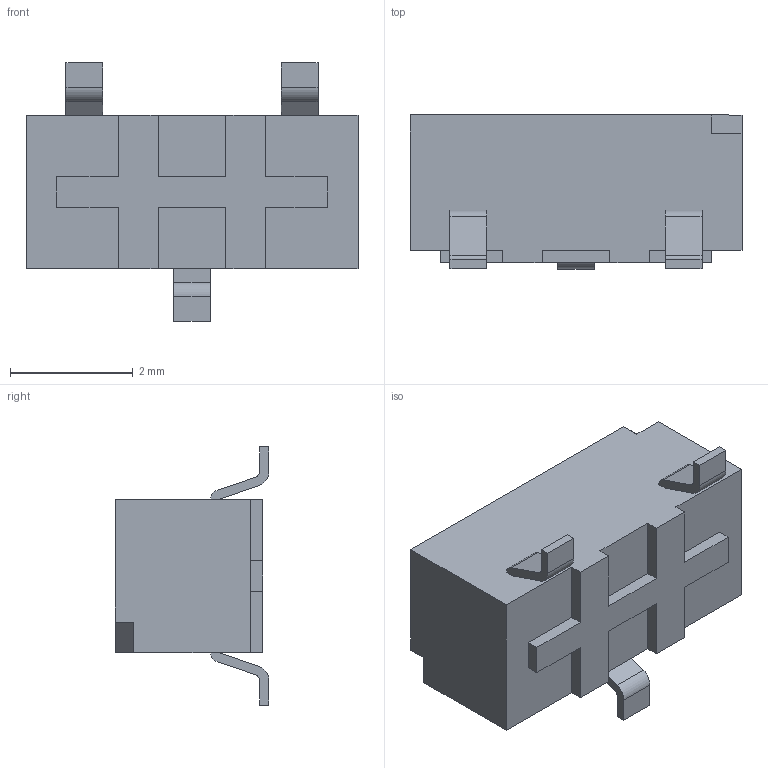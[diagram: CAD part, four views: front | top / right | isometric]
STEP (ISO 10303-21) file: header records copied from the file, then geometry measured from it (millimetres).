
FILE_DESCRIPTION(/* description */ ('STEP AP214'),/* implementation_level */ '2;1');
FILE_NAME(/* name */ 'CAS-120B1',/* time_stamp */ '2024-12-08T19:44:56+01:00',/* author */ ('License CC BY-ND 4.0'),/* organization */ ('CADENAS'),/* preprocessor_version */ 'ST-DEVELOPER v19.3',/* originating_system */ 'PARTsolutions',/* authorisation */ ' ');
FILE_SCHEMA (('AUTOMOTIVE_DESIGN {1 0 10303 214 3 1 1}'));
Length unit declared in the file: millimetre
Products named in the file (3): CAS-120B1; CAS_c_12B; 1 pole_s
Assembly tree (2 placements, depth 2):
  CAS-120B1
    CAS_c_12B
    1 pole_s
Bounding box: 5.4 x 2.5 x 4.2 mm (x, y, z)
Volume: 30.4 mm3; surface area: 75.8 mm2
Topology: 2 solids, 2 shells, 85 faces, 224 edges, 148 vertices
Faces by surface type: plane 67, cylinder 18
Full cylindrical faces by diameter (mm): 0.4 x1
Entity records: 3167 total; most frequent: CARTESIAN_POINT 459, ORIENTED_EDGE 446, DIRECTION 435, EDGE_CURVE 223, LINE 187, VECTOR 187, VERTEX_POINT 148, AXIS2_PLACEMENT_3D 124
